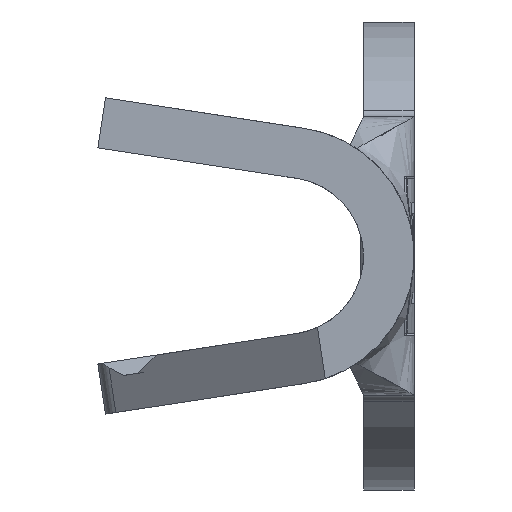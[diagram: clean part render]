
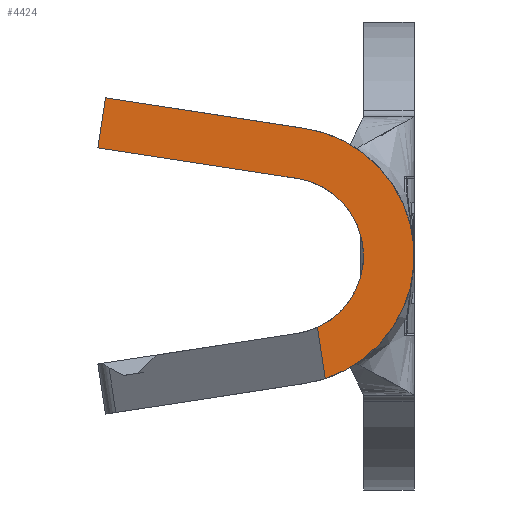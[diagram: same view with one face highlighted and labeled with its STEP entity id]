
A CAD part, left-side view. The second image highlights one B-rep face of the part: STEP entity #4424.
In plain terms, the highlighted planar face has unit normal (-1, 0, 0).
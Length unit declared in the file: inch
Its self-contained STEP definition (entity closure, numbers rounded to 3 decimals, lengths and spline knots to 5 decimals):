
#151 = EDGE_CURVE ( 'NONE', #4342, #1142, #808, .T. ) ;
#193 = EDGE_CURVE ( 'NONE', #2437, #4342, #3576, .T. ) ;
#231 = ORIENTED_EDGE ( 'NONE', *, *, #1042, .T. ) ;
#379 = VECTOR ( 'NONE', #1460, 39.37008 ) ;
#515 = EDGE_CURVE ( 'NONE', #2674, #2437, #2917, .T. ) ;
#731 = CARTESIAN_POINT ( 'NONE',  ( -0.345, 0.125, 0.04273 ) ) ;
#734 = EDGE_CURVE ( 'NONE', #1560, #2674, #1430, .T. ) ;
#808 = LINE ( 'NONE', #2243, #4293 ) ;
#824 = CARTESIAN_POINT ( 'NONE',  ( -0.345, 0.03958, -0.01949 ) ) ;
#942 = ORIENTED_EDGE ( 'NONE', *, *, #734, .F. ) ;
#1037 = DIRECTION ( 'NONE',  ( 0., 0., -1. ) ) ;
#1042 = EDGE_CURVE ( 'NONE', #1560, #4416, #1491, .T. ) ;
#1050 = DIRECTION ( 'NONE',  ( 1., 0., 0. ) ) ;
#1062 = AXIS2_PLACEMENT_3D ( 'NONE', #1131, #1050, #1037 ) ;
#1086 = PLANE ( 'NONE',  #1062 ) ;
#1131 = CARTESIAN_POINT ( 'NONE',  ( -0.345, 0.051, 0. ) ) ;
#1133 = ORIENTED_EDGE ( 'NONE', *, *, #515, .F. ) ;
#1142 = VERTEX_POINT ( 'NONE', #1517 ) ;
#1202 = FACE_OUTER_BOUND ( 'NONE', #2293, .T. ) ;
#1269 = CARTESIAN_POINT ( 'NONE',  ( -0.345, 0.03824, -0.02825 ) ) ;
#1302 = ORIENTED_EDGE ( 'NONE', *, *, #151, .F. ) ;
#1430 = CIRCLE ( 'NONE', #3416, 0.031 ) ;
#1460 = DIRECTION ( 'NONE',  ( 0., -0.152, -0.988 ) ) ;
#1491 = LINE ( 'NONE', #824, #379 ) ;
#1517 = CARTESIAN_POINT ( 'NONE',  ( -0.345, 0.04326, 0.05041 ) ) ;
#1560 = VERTEX_POINT ( 'NONE', #1269 ) ;
#1678 = DIRECTION ( 'NONE',  ( 0., 0., -1. ) ) ;
#1684 = DIRECTION ( 'NONE',  ( 1., 0., 0. ) ) ;
#1719 = CARTESIAN_POINT ( 'NONE',  ( -0.345, 0.051, 0. ) ) ;
#1793 = DIRECTION ( 'NONE',  ( 0., -0.152, 0.988 ) ) ;
#1857 = CARTESIAN_POINT ( 'NONE',  ( -0.345, 0.125, 0.04273 ) ) ;
#1928 = CARTESIAN_POINT ( 'NONE',  ( -0.345, 0.12196, 0.0625 ) ) ;
#1994 = ORIENTED_EDGE ( 'NONE', *, *, #193, .F. ) ;
#2196 = DIRECTION ( 'NONE',  ( 0., -0.988, -0.152 ) ) ;
#2243 = CARTESIAN_POINT ( 'NONE',  ( -0.345, 0.04326, 0.05041 ) ) ;
#2293 = EDGE_LOOP ( 'NONE', ( #942, #231, #3737, #1302, #1994, #1133 ) ) ;
#2340 = DIRECTION ( 'NONE',  ( 0., 0.988, 0.152 ) ) ;
#2422 = CARTESIAN_POINT ( 'NONE',  ( -0.345, 0.04629, 0.03064 ) ) ;
#2437 = VERTEX_POINT ( 'NONE', #731 ) ;
#2674 = VERTEX_POINT ( 'NONE', #2747 ) ;
#2676 = VECTOR ( 'NONE', #1793, 39.37008 ) ;
#2747 = CARTESIAN_POINT ( 'NONE',  ( -0.345, 0.04629, 0.03064 ) ) ;
#2917 = LINE ( 'NONE', #2422, #3572 ) ;
#3222 = DIRECTION ( 'NONE',  ( 0., 0., -1. ) ) ;
#3317 = DIRECTION ( 'NONE',  ( -1., 0., 0. ) ) ;
#3416 = AXIS2_PLACEMENT_3D ( 'NONE', #3424, #3317, #3222 ) ;
#3424 = CARTESIAN_POINT ( 'NONE',  ( -0.345, 0.051, 0. ) ) ;
#3572 = VECTOR ( 'NONE', #2340, 39.37008 ) ;
#3576 = LINE ( 'NONE', #1857, #2676 ) ;
#3737 = ORIENTED_EDGE ( 'NONE', *, *, #4348, .F. ) ;
#3832 = AXIS2_PLACEMENT_3D ( 'NONE', #1719, #1684, #1678 ) ;
#4144 = CIRCLE ( 'NONE', #3832, 0.051 ) ;
#4168 = CARTESIAN_POINT ( 'NONE',  ( -0.345, 0.03513, -0.04847 ) ) ;
#4293 = VECTOR ( 'NONE', #2196, 39.37008 ) ;
#4342 = VERTEX_POINT ( 'NONE', #1928 ) ;
#4348 = EDGE_CURVE ( 'NONE', #1142, #4416, #4144, .T. ) ;
#4416 = VERTEX_POINT ( 'NONE', #4168 ) ;
#4424 = ADVANCED_FACE ( 'NONE', ( #1202 ), #1086, .F. ) ;
